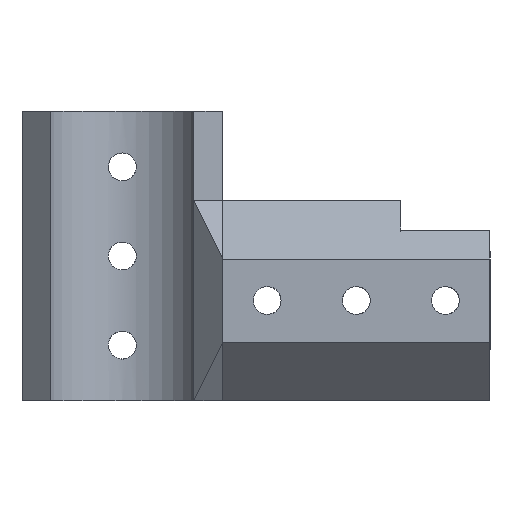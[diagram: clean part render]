
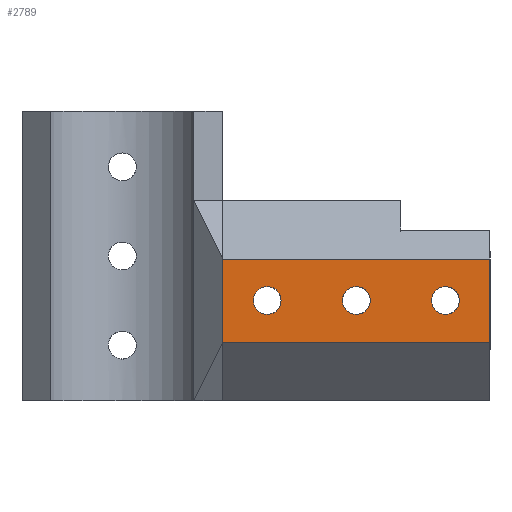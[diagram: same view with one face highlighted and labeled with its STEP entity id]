
A CAD part, left-side view. The second image highlights one B-rep face of the part: STEP entity #2789.
In plain terms, the highlighted planar face has unit normal (-1, 0, 0).
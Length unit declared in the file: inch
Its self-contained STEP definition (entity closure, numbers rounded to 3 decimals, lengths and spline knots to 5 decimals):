
#21 = CARTESIAN_POINT ( 'NONE',  ( -0.5625, -0.5625, 0.7955 ) ) ;
#97 = EDGE_CURVE ( 'NONE', #831, #5600, #5478, .T. ) ;
#204 = VERTEX_POINT ( 'NONE', #1996 ) ;
#280 = DIRECTION ( 'NONE',  ( -1., 0., 0. ) ) ;
#422 = DIRECTION ( 'NONE',  ( 0., 0., -1. ) ) ;
#426 = DIRECTION ( 'NONE',  ( 0., 0., -1. ) ) ;
#557 = EDGE_LOOP ( 'NONE', ( #1965, #1042 ) ) ;
#604 = DIRECTION ( 'NONE',  ( 0., 1., 0. ) ) ;
#681 = AXIS2_PLACEMENT_3D ( 'NONE', #5454, #2798, #1017 ) ;
#689 = EDGE_LOOP ( 'NONE', ( #5284, #4936, #5372, #4733 ) ) ;
#722 = FACE_BOUND ( 'NONE', #557, .T. ) ;
#753 = VERTEX_POINT ( 'NONE', #4581 ) ;
#781 = CARTESIAN_POINT ( 'NONE',  ( -0.5625, 2.26593, 0.7955 ) ) ;
#798 = EDGE_CURVE ( 'NONE', #2251, #5695, #3137, .T. ) ;
#831 = VERTEX_POINT ( 'NONE', #4656 ) ;
#885 = CARTESIAN_POINT ( 'NONE',  ( -0.5625, -1.8125, 0.5625 ) ) ;
#901 = DIRECTION ( 'NONE',  ( 0., 0., -1. ) ) ;
#1017 = DIRECTION ( 'NONE',  ( 0., 0., -1. ) ) ;
#1042 = ORIENTED_EDGE ( 'NONE', *, *, #2168, .F. ) ;
#1257 = CARTESIAN_POINT ( 'NONE',  ( -0.5625, -1.39062, 0.5625 ) ) ;
#1387 = EDGE_CURVE ( 'NONE', #204, #753, #4086, .T. ) ;
#1424 = AXIS2_PLACEMENT_3D ( 'NONE', #2174, #3036, #426 ) ;
#1538 = VECTOR ( 'NONE', #2473, 39.37008 ) ;
#1542 = CARTESIAN_POINT ( 'NONE',  ( -0.5625, -2.0625, 0.3295 ) ) ;
#1580 = AXIS2_PLACEMENT_3D ( 'NONE', #4849, #3088, #422 ) ;
#1620 = CARTESIAN_POINT ( 'NONE',  ( -0.5625, -0.5625, 0. ) ) ;
#1653 = CIRCLE ( 'NONE', #1424, 0.07812 ) ;
#1761 = AXIS2_PLACEMENT_3D ( 'NONE', #4226, #280, #5121 ) ;
#1813 = EDGE_CURVE ( 'NONE', #2251, #831, #5327, .T. ) ;
#1817 = VECTOR ( 'NONE', #2021, 39.37008 ) ;
#1965 = ORIENTED_EDGE ( 'NONE', *, *, #2953, .F. ) ;
#1996 = CARTESIAN_POINT ( 'NONE',  ( -0.5625, -0.73437, 0.5625 ) ) ;
#2020 = AXIS2_PLACEMENT_3D ( 'NONE', #2507, #3424, #2488 ) ;
#2021 = DIRECTION ( 'NONE',  ( 0., 0., -1. ) ) ;
#2050 = AXIS2_PLACEMENT_3D ( 'NONE', #885, #4373, #901 ) ;
#2109 = PLANE ( 'NONE',  #4783 ) ;
#2163 = VERTEX_POINT ( 'NONE', #4785 ) ;
#2167 = VERTEX_POINT ( 'NONE', #1257 ) ;
#2168 = EDGE_CURVE ( 'NONE', #2600, #2163, #2511, .T. ) ;
#2174 = CARTESIAN_POINT ( 'NONE',  ( -0.5625, -1.3125, 0.5625 ) ) ;
#2251 = VERTEX_POINT ( 'NONE', #21 ) ;
#2273 = CARTESIAN_POINT ( 'NONE',  ( -0.5625, 2.26593, 0.3295 ) ) ;
#2292 = DIRECTION ( 'NONE',  ( 0., 0., -1. ) ) ;
#2328 = VECTOR ( 'NONE', #2373, 39.37008 ) ;
#2373 = DIRECTION ( 'NONE',  ( 0., -1., 0. ) ) ;
#2402 = LINE ( 'NONE', #2273, #2328 ) ;
#2462 = ORIENTED_EDGE ( 'NONE', *, *, #5285, .F. ) ;
#2473 = DIRECTION ( 'NONE',  ( 0., -1., 0. ) ) ;
#2477 = ORIENTED_EDGE ( 'NONE', *, *, #5659, .F. ) ;
#2488 = DIRECTION ( 'NONE',  ( 0., 0., -1. ) ) ;
#2507 = CARTESIAN_POINT ( 'NONE',  ( -0.5625, -1.8125, 0.5625 ) ) ;
#2511 = CIRCLE ( 'NONE', #2050, 0.07812 ) ;
#2600 = VERTEX_POINT ( 'NONE', #4545 ) ;
#2671 = EDGE_LOOP ( 'NONE', ( #3478, #2477 ) ) ;
#2747 = CIRCLE ( 'NONE', #681, 0.07812 ) ;
#2789 = ADVANCED_FACE ( 'NONE', ( #722, #4828, #3674, #2916 ), #2109, .F. ) ;
#2798 = DIRECTION ( 'NONE',  ( -1., 0., 0. ) ) ;
#2916 = FACE_OUTER_BOUND ( 'NONE', #689, .T. ) ;
#2953 = EDGE_CURVE ( 'NONE', #2163, #2600, #4763, .T. ) ;
#3036 = DIRECTION ( 'NONE',  ( -1., 0., 0. ) ) ;
#3088 = DIRECTION ( 'NONE',  ( -1., 0., 0. ) ) ;
#3137 = LINE ( 'NONE', #1620, #1817 ) ;
#3165 = EDGE_LOOP ( 'NONE', ( #2462, #4819 ) ) ;
#3316 = CARTESIAN_POINT ( 'NONE',  ( -0.5625, -1.23437, 0.5625 ) ) ;
#3424 = DIRECTION ( 'NONE',  ( -1., 0., 0. ) ) ;
#3478 = ORIENTED_EDGE ( 'NONE', *, *, #3496, .F. ) ;
#3496 = EDGE_CURVE ( 'NONE', #2167, #3850, #1653, .T. ) ;
#3576 = CIRCLE ( 'NONE', #1761, 0.07812 ) ;
#3674 = FACE_BOUND ( 'NONE', #2671, .T. ) ;
#3850 = VERTEX_POINT ( 'NONE', #3316 ) ;
#4058 = DIRECTION ( 'NONE',  ( 1., 0., 0. ) ) ;
#4086 = CIRCLE ( 'NONE', #1580, 0.07812 ) ;
#4226 = CARTESIAN_POINT ( 'NONE',  ( -0.5625, -0.8125, 0.5625 ) ) ;
#4238 = CARTESIAN_POINT ( 'NONE',  ( -0.5625, -0.5625, 0.3295 ) ) ;
#4373 = DIRECTION ( 'NONE',  ( -1., 0., 0. ) ) ;
#4545 = CARTESIAN_POINT ( 'NONE',  ( -0.5625, -1.73437, 0.5625 ) ) ;
#4581 = CARTESIAN_POINT ( 'NONE',  ( -0.5625, -0.89062, 0.5625 ) ) ;
#4656 = CARTESIAN_POINT ( 'NONE',  ( -0.5625, -2.0625, 0.7955 ) ) ;
#4733 = ORIENTED_EDGE ( 'NONE', *, *, #97, .F. ) ;
#4763 = CIRCLE ( 'NONE', #2020, 0.07812 ) ;
#4783 = AXIS2_PLACEMENT_3D ( 'NONE', #5410, #4058, #604 ) ;
#4785 = CARTESIAN_POINT ( 'NONE',  ( -0.5625, -1.89062, 0.5625 ) ) ;
#4819 = ORIENTED_EDGE ( 'NONE', *, *, #1387, .F. ) ;
#4828 = FACE_BOUND ( 'NONE', #3165, .T. ) ;
#4849 = CARTESIAN_POINT ( 'NONE',  ( -0.5625, -0.8125, 0.5625 ) ) ;
#4852 = VECTOR ( 'NONE', #2292, 39.37008 ) ;
#4936 = ORIENTED_EDGE ( 'NONE', *, *, #798, .T. ) ;
#5121 = DIRECTION ( 'NONE',  ( 0., 0., -1. ) ) ;
#5284 = ORIENTED_EDGE ( 'NONE', *, *, #1813, .F. ) ;
#5285 = EDGE_CURVE ( 'NONE', #753, #204, #3576, .T. ) ;
#5327 = LINE ( 'NONE', #781, #1538 ) ;
#5352 = CARTESIAN_POINT ( 'NONE',  ( -0.5625, -2.0625, 1.125 ) ) ;
#5372 = ORIENTED_EDGE ( 'NONE', *, *, #5584, .T. ) ;
#5410 = CARTESIAN_POINT ( 'NONE',  ( -0.5625, -1.5625, 0. ) ) ;
#5454 = CARTESIAN_POINT ( 'NONE',  ( -0.5625, -1.3125, 0.5625 ) ) ;
#5478 = LINE ( 'NONE', #5352, #4852 ) ;
#5584 = EDGE_CURVE ( 'NONE', #5695, #5600, #2402, .T. ) ;
#5600 = VERTEX_POINT ( 'NONE', #1542 ) ;
#5659 = EDGE_CURVE ( 'NONE', #3850, #2167, #2747, .T. ) ;
#5695 = VERTEX_POINT ( 'NONE', #4238 ) ;
